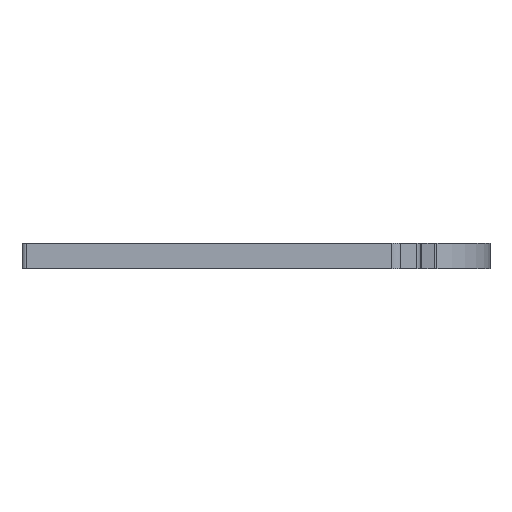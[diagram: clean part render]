
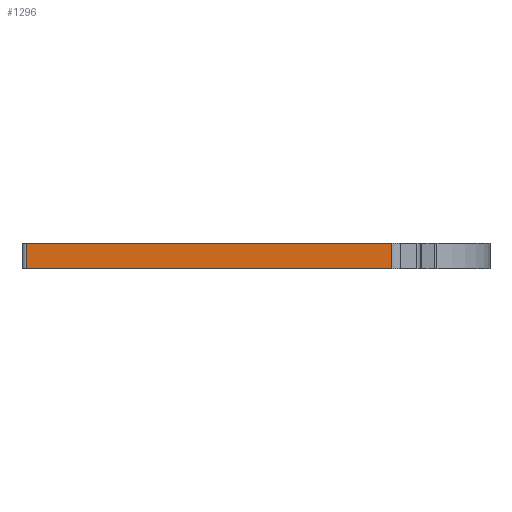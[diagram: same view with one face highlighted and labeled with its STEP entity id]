
A CAD part, left-side view. The second image highlights one B-rep face of the part: STEP entity #1296.
In plain terms, the highlighted planar face has unit normal (-1, 0, 0).
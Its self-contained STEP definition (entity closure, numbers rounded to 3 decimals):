
#114=PLANE('',#1461);
#171=FACE_OUTER_BOUND('',#263,.T.);
#263=EDGE_LOOP('',(#1126,#1127,#1128,#1129));
#306=LINE('',#1924,#393);
#349=LINE('',#2142,#436);
#375=LINE('',#2214,#462);
#376=LINE('',#2215,#463);
#393=VECTOR('',#1511,10.);
#436=VECTOR('',#1754,10.);
#462=VECTOR('',#1836,10.);
#463=VECTOR('',#1837,10.);
#581=VERTEX_POINT('',#1921);
#582=VERTEX_POINT('',#1923);
#657=VERTEX_POINT('',#2140);
#675=VERTEX_POINT('',#2213);
#698=EDGE_CURVE('',#581,#582,#306,.T.);
#807=EDGE_CURVE('',#657,#581,#349,.T.);
#843=EDGE_CURVE('',#675,#657,#375,.T.);
#844=EDGE_CURVE('',#582,#675,#376,.T.);
#1126=ORIENTED_EDGE('',*,*,#807,.F.);
#1127=ORIENTED_EDGE('',*,*,#843,.F.);
#1128=ORIENTED_EDGE('',*,*,#844,.F.);
#1129=ORIENTED_EDGE('',*,*,#698,.F.);
#1296=ADVANCED_FACE('',(#171),#114,.T.);
#1461=AXIS2_PLACEMENT_3D('',#2212,#1834,#1835);
#1511=DIRECTION('',(0.,-1.,0.));
#1754=DIRECTION('',(0.,0.,1.));
#1834=DIRECTION('center_axis',(-1.,0.,0.));
#1835=DIRECTION('ref_axis',(0.,1.,0.));
#1836=DIRECTION('',(0.,1.,0.));
#1837=DIRECTION('',(0.,0.,-1.));
#1921=CARTESIAN_POINT('',(-30.,63.3,67.758));
#1923=CARTESIAN_POINT('',(-30.,19.614,67.758));
#1924=CARTESIAN_POINT('',(-30.,63.8,67.758));
#2140=CARTESIAN_POINT('',(-30.,63.3,64.758));
#2142=CARTESIAN_POINT('',(-30.,63.3,67.758));
#2212=CARTESIAN_POINT('Origin',(-30.,19.614,67.758));
#2213=CARTESIAN_POINT('',(-30.,19.614,64.758));
#2214=CARTESIAN_POINT('',(-30.,27.732,64.758));
#2215=CARTESIAN_POINT('',(-30.,19.614,67.758));
